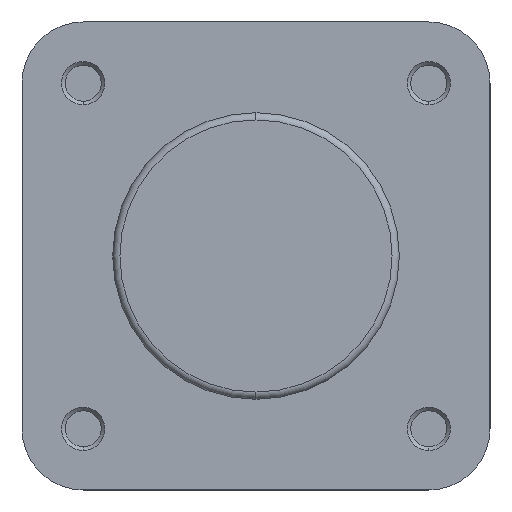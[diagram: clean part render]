
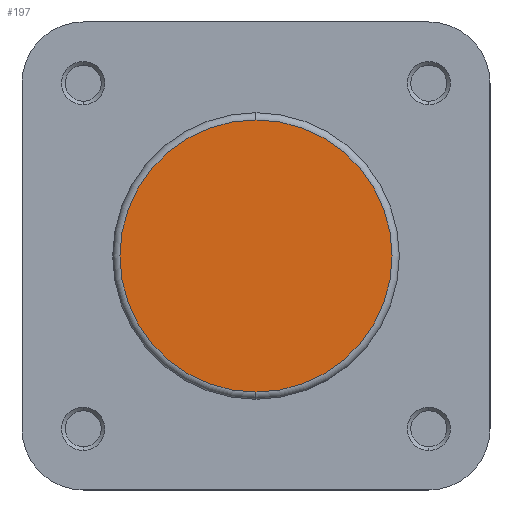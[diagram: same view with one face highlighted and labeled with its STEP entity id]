
A CAD part, left-side view. The second image highlights one B-rep face of the part: STEP entity #197.
In plain terms, the highlighted planar face has unit normal (-1, 0, 0).
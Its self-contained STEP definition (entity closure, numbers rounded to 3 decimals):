
#120 = ORIENTED_EDGE ( 'NONE', *, *, #3057, .T. ) ;
#129 = ORIENTED_EDGE ( 'NONE', *, *, #1622, .T. ) ;
#197 = ADVANCED_FACE ( 'NONE', ( #429 ), #2326, .F. ) ;
#429 = FACE_OUTER_BOUND ( 'NONE', #2893, .T. ) ;
#770 = CIRCLE ( 'NONE', #1835, 18.9 ) ;
#878 = CIRCLE ( 'NONE', #1872, 18.9 ) ;
#1448 = CARTESIAN_POINT ( 'NONE',  ( 21., 0., -18.9 ) ) ;
#1455 = CARTESIAN_POINT ( 'NONE',  ( 21., 0., 18.9 ) ) ;
#1462 = DIRECTION ( 'NONE',  ( 0., 0., -1. ) ) ;
#1463 = DIRECTION ( 'NONE',  ( -1., 0., 0. ) ) ;
#1531 = CARTESIAN_POINT ( 'NONE',  ( 21., 0., 0. ) ) ;
#1622 = EDGE_CURVE ( 'NONE', #2117, #2070, #770, .T. ) ;
#1686 = AXIS2_PLACEMENT_3D ( 'NONE', #2327, #2324, #2323 ) ;
#1835 = AXIS2_PLACEMENT_3D ( 'NONE', #1531, #1463, #1462 ) ;
#1872 = AXIS2_PLACEMENT_3D ( 'NONE', #4429, #4425, #4384 ) ;
#2070 = VERTEX_POINT ( 'NONE', #1455 ) ;
#2117 = VERTEX_POINT ( 'NONE', #1448 ) ;
#2323 = DIRECTION ( 'NONE',  ( 0., 0., -1. ) ) ;
#2324 = DIRECTION ( 'NONE',  ( 1., 0., 0. ) ) ;
#2326 = PLANE ( 'NONE',  #1686 ) ;
#2327 = CARTESIAN_POINT ( 'NONE',  ( 21., 19.9, 0. ) ) ;
#2893 = EDGE_LOOP ( 'NONE', ( #129, #120 ) ) ;
#3057 = EDGE_CURVE ( 'NONE', #2070, #2117, #878, .T. ) ;
#4384 = DIRECTION ( 'NONE',  ( 0., 0., -1. ) ) ;
#4425 = DIRECTION ( 'NONE',  ( -1., 0., 0. ) ) ;
#4429 = CARTESIAN_POINT ( 'NONE',  ( 21., 0., 0. ) ) ;
